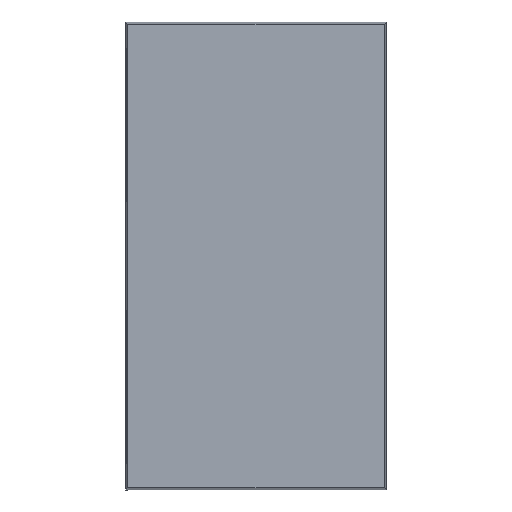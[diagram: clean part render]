
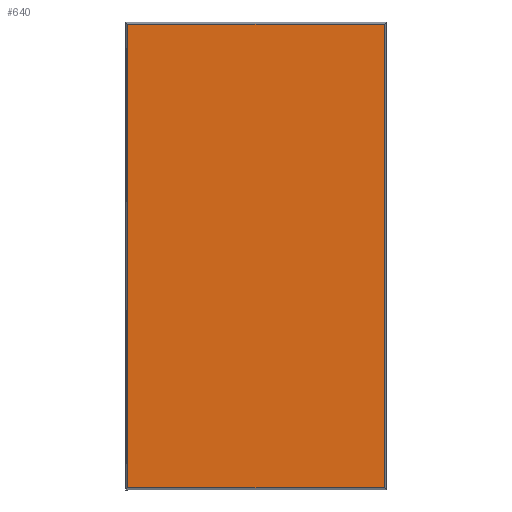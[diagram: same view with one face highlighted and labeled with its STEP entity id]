
A CAD part, top view. The second image highlights one B-rep face of the part: STEP entity #640.
In plain terms, the highlighted planar face has unit normal (0, 0, 1).
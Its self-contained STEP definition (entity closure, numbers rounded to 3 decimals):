
#12 = EDGE_CURVE ( 'NONE', #398, #202, #359, .T. ) ;
#24 = DIRECTION ( 'NONE',  ( 1., 0., 0. ) ) ;
#25 = DIRECTION ( 'NONE',  ( 0., 0., 1. ) ) ;
#26 = CARTESIAN_POINT ( 'NONE',  ( -20.8, -59.7, 0.8 ) ) ;
#50 = DIRECTION ( 'NONE',  ( 0., 1., 0. ) ) ;
#51 = VECTOR ( 'NONE', #54, 1000. ) ;
#52 = PLANE ( 'NONE',  #66 ) ;
#54 = DIRECTION ( 'NONE',  ( 1., 0., 0. ) ) ;
#55 = CARTESIAN_POINT ( 'NONE',  ( -20.8, 59.759, 0.8 ) ) ;
#63 = FACE_OUTER_BOUND ( 'NONE', #492, .T. ) ;
#66 = AXIS2_PLACEMENT_3D ( 'NONE', #26, #25, #24 ) ;
#76 = VECTOR ( 'NONE', #50, 1000. ) ;
#78 = CARTESIAN_POINT ( 'NONE',  ( -20.659, -59.7, 0.8 ) ) ;
#84 = DIRECTION ( 'NONE',  ( 0., -1., 0. ) ) ;
#89 = LINE ( 'NONE', #55, #51 ) ;
#93 = LINE ( 'NONE', #78, #76 ) ;
#95 = LINE ( 'NONE', #112, #337 ) ;
#112 = CARTESIAN_POINT ( 'NONE',  ( -5.941, -59.7, 0.8 ) ) ;
#164 = CARTESIAN_POINT ( 'NONE',  ( -5.941, 59.759, 0.8 ) ) ;
#175 = CARTESIAN_POINT ( 'NONE',  ( -20.8, 33.141, 0.8 ) ) ;
#202 = VERTEX_POINT ( 'NONE', #564 ) ;
#243 = ORIENTED_EDGE ( 'NONE', *, *, #636, .F. ) ;
#304 = ORIENTED_EDGE ( 'NONE', *, *, #12, .F. ) ;
#317 = DIRECTION ( 'NONE',  ( -1., 0., 0. ) ) ;
#323 = ORIENTED_EDGE ( 'NONE', *, *, #635, .F. ) ;
#332 = CARTESIAN_POINT ( 'NONE',  ( -5.941, 33.141, 0.8 ) ) ;
#337 = VECTOR ( 'NONE', #84, 1000. ) ;
#359 = LINE ( 'NONE', #175, #453 ) ;
#360 = CARTESIAN_POINT ( 'NONE',  ( -20.659, 59.759, 0.8 ) ) ;
#397 = VERTEX_POINT ( 'NONE', #360 ) ;
#398 = VERTEX_POINT ( 'NONE', #332 ) ;
#453 = VECTOR ( 'NONE', #317, 1000. ) ;
#492 = EDGE_LOOP ( 'NONE', ( #323, #243, #304, #515 ) ) ;
#515 = ORIENTED_EDGE ( 'NONE', *, *, #627, .F. ) ;
#564 = CARTESIAN_POINT ( 'NONE',  ( -20.659, 33.141, 0.8 ) ) ;
#606 = VERTEX_POINT ( 'NONE', #164 ) ;
#627 = EDGE_CURVE ( 'NONE', #606, #398, #95, .T. ) ;
#635 = EDGE_CURVE ( 'NONE', #397, #606, #89, .T. ) ;
#636 = EDGE_CURVE ( 'NONE', #202, #397, #93, .T. ) ;
#640 = ADVANCED_FACE ( 'NONE', ( #63 ), #52, .T. ) ;
